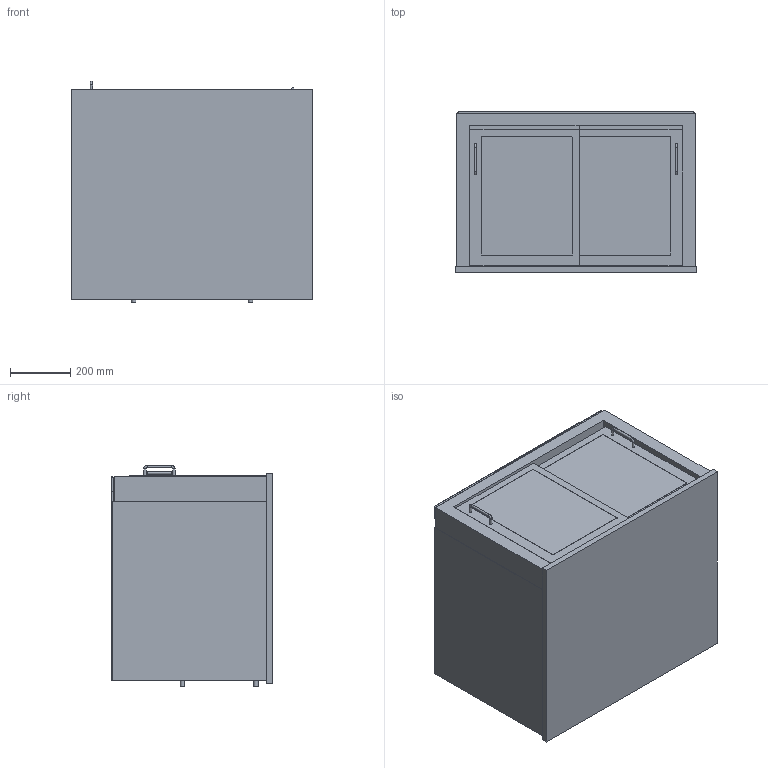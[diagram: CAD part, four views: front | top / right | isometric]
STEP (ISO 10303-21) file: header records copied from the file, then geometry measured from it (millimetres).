
FILE_DESCRIPTION(/* description */ ('Panoramaglasaufsatz ungekühlt'),/* implementation_level */ '2;1');
FILE_NAME(/* name */ '3D-AKE-00007595.stp',/* time_stamp */ '2023-05-17T09:17:59+02:00',/* author */ ('marina.schachner'),/* organization */ (''),/* preprocessor_version */ 'ST-DEVELOPER v18.1',/* originating_system */ 'Autodesk Inventor 2020',/* authorisation */ '');
FILE_SCHEMA (('AUTOMOTIVE_DESIGN { 1 0 10303 214 3 1 1 }'));
Length unit declared in the file: millimetre
Products named in the file (1): 3D-AKE-00007595
Bounding box: 800 x 534 x 732 mm (x, y, z)
Volume: 37333825.6 mm3; surface area: 6902684.9 mm2
Topology: 32 solids, 32 shells, 269 faces, 628 edges, 424 vertices
Faces by surface type: plane 217, cylinder 44, torus 4, cone 4
Full cylindrical faces by diameter (mm): 8 x6, 15 x4
Entity records: 7681 total; most frequent: CARTESIAN_POINT 1322, DIRECTION 1292, ORIENTED_EDGE 1256, EDGE_CURVE 628, LINE 504, VECTOR 504, VERTEX_POINT 424, AXIS2_PLACEMENT_3D 394
